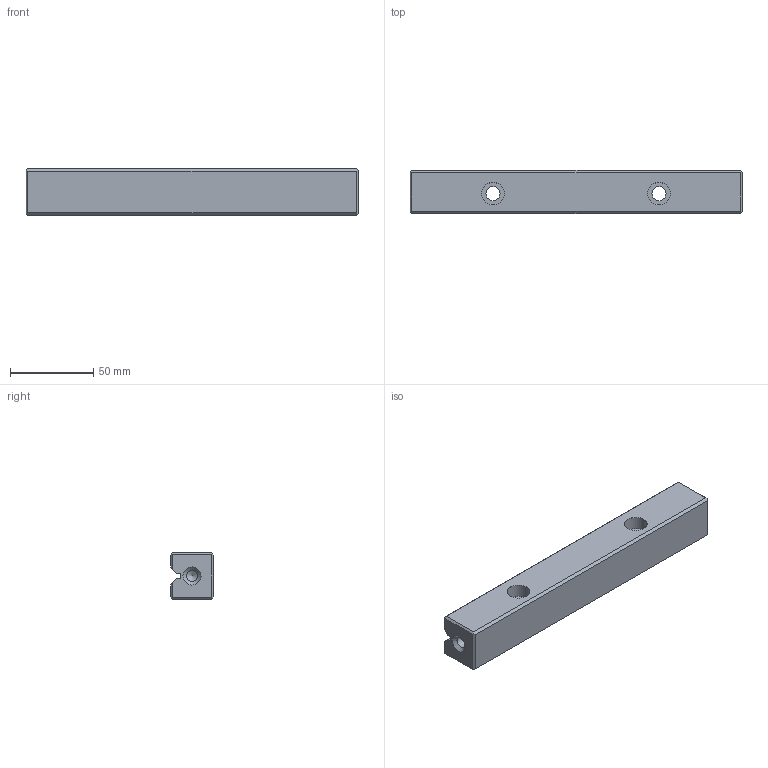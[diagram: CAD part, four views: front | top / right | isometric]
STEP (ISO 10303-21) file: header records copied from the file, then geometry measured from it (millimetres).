
FILE_DESCRIPTION(/* description */ (''),/* implementation_level */ '2;1');
FILE_NAME(/* name */ 'RSD-12200.stp',/* time_stamp */ '2018-11-12T17:18:05+01:00',/* author */ (''),/* organization */ (''),/* preprocessor_version */ 'ST-DEVELOPER v16.7',/* originating_system */ 'SIEMENS PLM Software NX 12.0',/* authorisation */ '');
FILE_SCHEMA (('AUTOMOTIVE_DESIGN { 1 0 10303 214 3 1 1 1 }'));
Length unit declared in the file: millimetre
Products named in the file (1): 031342_A_1-RSD-12200
Bounding box: 200 x 25.9 x 28 mm (x, y, z)
Volume: 131047.4 mm3; surface area: 25928 mm2
Topology: 1 solids, 1 shells, 44 faces, 116 edges, 76 vertices
Faces by surface type: plane 28, cylinder 8, cone 8
Full cylindrical faces by diameter (mm): 6.9 x2, 8.5 x2, 13.5 x2
Entity records: 1266 total; most frequent: CARTESIAN_POINT 213, DIRECTION 208, ORIENTED_EDGE 192, EDGE_CURVE 96, LINE 74, VECTOR 74, VERTEX_POINT 72, AXIS2_PLACEMENT_3D 67
